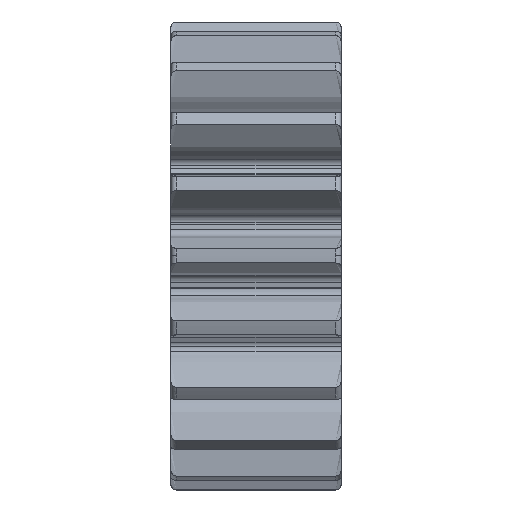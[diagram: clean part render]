
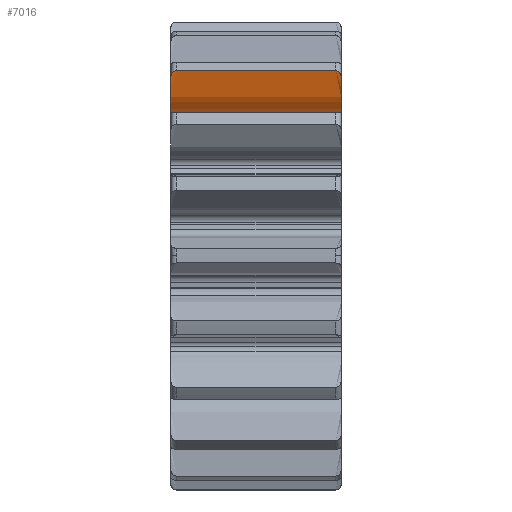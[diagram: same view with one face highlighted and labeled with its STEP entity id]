
A CAD part, top view. The second image highlights one B-rep face of the part: STEP entity #7016.
In plain terms, the highlighted free-form (B-spline) face has degree [3, 1] with [13, 2] control points.
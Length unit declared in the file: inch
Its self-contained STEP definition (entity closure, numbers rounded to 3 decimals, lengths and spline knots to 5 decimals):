
#246 = CARTESIAN_POINT ( 'NONE',  ( 0.0935, 0.2339, 0.20169 ) ) ;
#567 = CARTESIAN_POINT ( 'NONE',  ( 0.0935, 0.21343, 0.18938 ) ) ;
#593 = CARTESIAN_POINT ( 'NONE',  ( -0.1565, 0.25529, 0.20826 ) ) ;
#897 = CARTESIAN_POINT ( 'NONE',  ( -0.15578, 0.267, 0.21016 ) ) ;
#995 = CARTESIAN_POINT ( 'NONE',  ( 0.0935, 0.24801, 0.20651 ) ) ;
#1118 = VERTEX_POINT ( 'NONE', #2190 ) ;
#1179 = CARTESIAN_POINT ( 'NONE',  ( -0.1565, 0.21724, 0.19172 ) ) ;
#1340 = CARTESIAN_POINT ( 'NONE',  ( 0.0935, 0.21724, 0.19172 ) ) ;
#1365 = CARTESIAN_POINT ( 'NONE',  ( -0.1565, 0.26262, 0.20948 ) ) ;
#1623 = ORIENTED_EDGE ( 'NONE', *, *, #4402, .T. ) ;
#1634 = CARTESIAN_POINT ( 'NONE',  ( -0.15302, 0.27041, 0.2106 ) ) ;
#1667 = CARTESIAN_POINT ( 'NONE',  ( -0.1565, 0.26262, 0.20948 ) ) ;
#1714 = CARTESIAN_POINT ( 'NONE',  ( -0.27643, 0.27158, 0.21073 ) ) ;
#1744 = CARTESIAN_POINT ( 'NONE',  ( 0.0935, 0.26262, 0.20948 ) ) ;
#1874 = DIRECTION ( 'NONE',  ( 1., 0., 0. ) ) ;
#1876 = CARTESIAN_POINT ( 'NONE',  ( -0.1565, 0.20939, 0.18761 ) ) ;
#1921 = CARTESIAN_POINT ( 'NONE',  ( -0.1565, 0.22688, 0.19866 ) ) ;
#2069 = CARTESIAN_POINT ( 'NONE',  ( 0.0935, 0.22082, 0.1943 ) ) ;
#2101 = CARTESIAN_POINT ( 'NONE',  ( -0.1565, 0.2656, 0.20998 ) ) ;
#2117 = FACE_OUTER_BOUND ( 'NONE', #4856, .T. ) ;
#2190 = CARTESIAN_POINT ( 'NONE',  ( -0.1565, 0.20939, 0.18761 ) ) ;
#2298 = CARTESIAN_POINT ( 'NONE',  ( 0.09004, 0.2704, 0.2106 ) ) ;
#2325 = B_SPLINE_CURVE_WITH_KNOTS ( 'NONE', 3,
 ( #5307, #4577, #1634, #897, #6033, #1667 ),
 .UNSPECIFIED., .F., .F.,
 ( 4, 2, 4 ),
 ( 0., 0.00017, 0.00033 ),
 .UNSPECIFIED. ) ;
#2424 = DIRECTION ( 'NONE',  ( 1., 0., 0. ) ) ;
#2554 = LINE ( 'NONE', #4107, #6660 ) ;
#2629 = CARTESIAN_POINT ( 'NONE',  ( 0.0935, 0.20939, 0.18761 ) ) ;
#2631 = CARTESIAN_POINT ( 'NONE',  ( -0.1565, 0.24097, 0.20411 ) ) ;
#2786 = CARTESIAN_POINT ( 'NONE',  ( 0.0935, 0.22688, 0.19866 ) ) ;
#2818 = CARTESIAN_POINT ( 'NONE',  ( -0.1565, 0.26859, 0.21039 ) ) ;
#3039 = CARTESIAN_POINT ( 'NONE',  ( 0.08569, 0.27158, 0.21073 ) ) ;
#3183 = CARTESIAN_POINT ( 'NONE',  ( 0.0935, 0.21724, 0.19172 ) ) ;
#3350 = CARTESIAN_POINT ( 'NONE',  ( -0.14869, 0.27158, 0.21073 ) ) ;
#3398 = CARTESIAN_POINT ( 'NONE',  ( -0.1565, 0.25529, 0.20826 ) ) ;
#3559 = CARTESIAN_POINT ( 'NONE',  ( 0.0935, 0.2339, 0.20169 ) ) ;
#3583 = CARTESIAN_POINT ( 'NONE',  ( -0.1565, 0.27158, 0.21073 ) ) ;
#3595 = B_SPLINE_CURVE_WITH_KNOTS ( 'NONE', 3,
 ( #3925, #8276, #3183, #8987, #4664, #246, #5396, #995, #6120, #1744 ),
 .UNSPECIFIED., .F., .F.,
 ( 4, 3, 3, 4 ),
 ( -0.00001, 0.00032, 0.00089, 0.00146 ),
 .UNSPECIFIED. ) ;
#3680 = ORIENTED_EDGE ( 'NONE', *, *, #8969, .F. ) ;
#3764 = CARTESIAN_POINT ( 'NONE',  ( 0.0935, 0.26262, 0.20948 ) ) ;
#3906 = EDGE_CURVE ( 'NONE', #9273, #6807, #2325, .T. ) ;
#3925 = CARTESIAN_POINT ( 'NONE',  ( 0.0935, 0.20939, 0.18761 ) ) ;
#4107 = CARTESIAN_POINT ( 'NONE',  ( -0.1565, 0.20939, 0.18761 ) ) ;
#4129 = ORIENTED_EDGE ( 'NONE', *, *, #7116, .T. ) ;
#4285 = CARTESIAN_POINT ( 'NONE',  ( 0.0935, 0.24097, 0.20411 ) ) ;
#4301 = VERTEX_POINT ( 'NONE', #8774 ) ;
#4402 = EDGE_CURVE ( 'NONE', #8070, #4434, #3595, .T. ) ;
#4434 = VERTEX_POINT ( 'NONE', #6870 ) ;
#4577 = CARTESIAN_POINT ( 'NONE',  ( -0.15092, 0.27158, 0.21073 ) ) ;
#4664 = CARTESIAN_POINT ( 'NONE',  ( 0.0935, 0.22688, 0.19866 ) ) ;
#4836 = ORIENTED_EDGE ( 'NONE', *, *, #6933, .T. ) ;
#4856 = EDGE_LOOP ( 'NONE', ( #6501, #5170, #3680, #4836, #1623, #4129 ) ) ;
#4992 = CARTESIAN_POINT ( 'NONE',  ( -0.1565, 0.21343, 0.18938 ) ) ;
#5025 = CARTESIAN_POINT ( 'NONE',  ( 0.0935, 0.24801, 0.20651 ) ) ;
#5170 = ORIENTED_EDGE ( 'NONE', *, *, #3906, .T. ) ;
#5307 = CARTESIAN_POINT ( 'NONE',  ( -0.14869, 0.27158, 0.21073 ) ) ;
#5396 = CARTESIAN_POINT ( 'NONE',  ( 0.0935, 0.24097, 0.20411 ) ) ;
#5712 = CARTESIAN_POINT ( 'NONE',  ( -0.1565, 0.21724, 0.19172 ) ) ;
#5733 = CARTESIAN_POINT ( 'NONE',  ( 0.0935, 0.25529, 0.20826 ) ) ;
#6033 = CARTESIAN_POINT ( 'NONE',  ( -0.1565, 0.26482, 0.20985 ) ) ;
#6120 = CARTESIAN_POINT ( 'NONE',  ( 0.0935, 0.25529, 0.20826 ) ) ;
#6159 = CARTESIAN_POINT ( 'NONE',  ( -0.1565, 0.26262, 0.20948 ) ) ;
#6291 = CARTESIAN_POINT ( 'NONE',  ( -0.1565, 0.22082, 0.1943 ) ) ;
#6437 = CARTESIAN_POINT ( 'NONE',  ( -0.1565, 0.22082, 0.1943 ) ) ;
#6469 = CARTESIAN_POINT ( 'NONE',  ( 0.0935, 0.26262, 0.20948 ) ) ;
#6501 = ORIENTED_EDGE ( 'NONE', *, *, #6762, .F. ) ;
#6660 = VECTOR ( 'NONE', #1874, 39.37008 ) ;
#6672 = CARTESIAN_POINT ( 'NONE',  ( 0.09279, 0.26698, 0.21016 ) ) ;
#6762 = EDGE_CURVE ( 'NONE', #9273, #4301, #9269, .T. ) ;
#6807 = VERTEX_POINT ( 'NONE', #6159 ) ;
#6833 = B_SPLINE_CURVE_WITH_KNOTS ( 'NONE', 3,
 ( #3764, #8101, #6672, #2298, #7407, #3039 ),
 .UNSPECIFIED., .F., .F.,
 ( 4, 2, 4 ),
 ( 0., 0.00017, 0.00033 ),
 .UNSPECIFIED. ) ;
#6870 = CARTESIAN_POINT ( 'NONE',  ( 0.0935, 0.26262, 0.20948 ) ) ;
#6933 = EDGE_CURVE ( 'NONE', #1118, #8070, #2554, .T. ) ;
#7016 = ADVANCED_FACE ( 'NONE', ( #2117 ), #9372, .F. ) ;
#7020 = CARTESIAN_POINT ( 'NONE',  ( -0.1565, 0.2339, 0.20169 ) ) ;
#7116 = EDGE_CURVE ( 'NONE', #4434, #4301, #6833, .T. ) ;
#7137 = VECTOR ( 'NONE', #2424, 39.37008 ) ;
#7174 = CARTESIAN_POINT ( 'NONE',  ( -0.1565, 0.22688, 0.19866 ) ) ;
#7201 = CARTESIAN_POINT ( 'NONE',  ( 0.0935, 0.2656, 0.20998 ) ) ;
#7407 = CARTESIAN_POINT ( 'NONE',  ( 0.08793, 0.27158, 0.21073 ) ) ;
#7756 = CARTESIAN_POINT ( 'NONE',  ( -0.1565, 0.24801, 0.20651 ) ) ;
#7896 = CARTESIAN_POINT ( 'NONE',  ( -0.1565, 0.2339, 0.20169 ) ) ;
#7926 = CARTESIAN_POINT ( 'NONE',  ( 0.0935, 0.26859, 0.21039 ) ) ;
#8028 = CARTESIAN_POINT ( 'NONE',  ( 0.0935, 0.20939, 0.18761 ) ) ;
#8070 = VERTEX_POINT ( 'NONE', #8028 ) ;
#8101 = CARTESIAN_POINT ( 'NONE',  ( 0.0935, 0.26482, 0.20985 ) ) ;
#8276 = CARTESIAN_POINT ( 'NONE',  ( 0.0935, 0.21343, 0.18938 ) ) ;
#8449 = CARTESIAN_POINT ( 'NONE',  ( -0.1565, 0.21343, 0.18938 ) ) ;
#8479 = CARTESIAN_POINT ( 'NONE',  ( -0.1565, 0.26262, 0.20948 ) ) ;
#8634 = CARTESIAN_POINT ( 'NONE',  ( -0.1565, 0.24097, 0.20411 ) ) ;
#8658 = CARTESIAN_POINT ( 'NONE',  ( 0.0935, 0.27158, 0.21073 ) ) ;
#8774 = CARTESIAN_POINT ( 'NONE',  ( 0.08569, 0.27158, 0.21073 ) ) ;
#8969 = EDGE_CURVE ( 'NONE', #1118, #6807, #9216, .T. ) ;
#8987 = CARTESIAN_POINT ( 'NONE',  ( 0.0935, 0.22082, 0.1943 ) ) ;
#9216 = B_SPLINE_CURVE_WITH_KNOTS ( 'NONE', 3,
 ( #1876, #8449, #1179, #6291, #1921, #7020, #2631, #7756, #3398, #8479 ),
 .UNSPECIFIED., .F., .F.,
 ( 4, 3, 3, 4 ),
 ( -0.00001, 0.00032, 0.00089, 0.00146 ),
 .UNSPECIFIED. ) ;
#9269 = LINE ( 'NONE', #1714, #7137 ) ;
#9273 = VERTEX_POINT ( 'NONE', #3350 ) ;
#9305 = CARTESIAN_POINT ( 'NONE',  ( -0.1565, 0.20939, 0.18761 ) ) ;
#9329 = CARTESIAN_POINT ( 'NONE',  ( -0.1565, 0.24801, 0.20651 ) ) ;
#9372 = B_SPLINE_SURFACE_WITH_KNOTS ( 'NONE', 3, 1, ( 
 ( #9305, #2629 ),
 ( #4992, #567 ),
 ( #5712, #1340 ),
 ( #6437, #2069 ),
 ( #7174, #2786 ),
 ( #7896, #3559 ),
 ( #8634, #4285 ),
 ( #9329, #5025 ),
 ( #593, #5733 ),
 ( #1365, #6469 ),
 ( #2101, #7201 ),
 ( #2818, #7926 ),
 ( #3583, #8658 ) ),
 .UNSPECIFIED., .F., .F., .F.,
 ( 4, 3, 3, 3, 4 ),
 ( 2, 2 ),
 ( -0.00001, 0.00032, 0.00089, 0.00146, 0.00169 ),
 ( 0., 1. ),
 .UNSPECIFIED. ) ;
